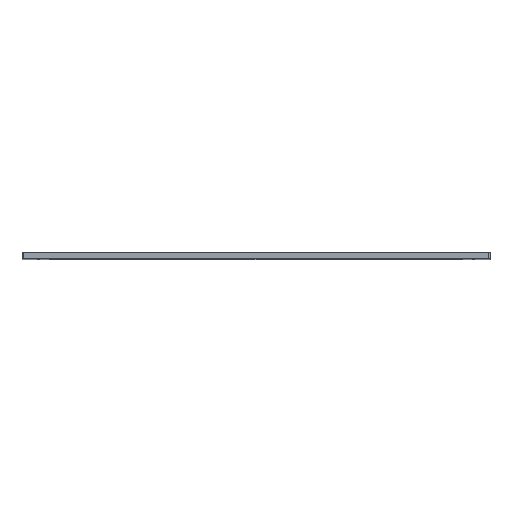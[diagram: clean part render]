
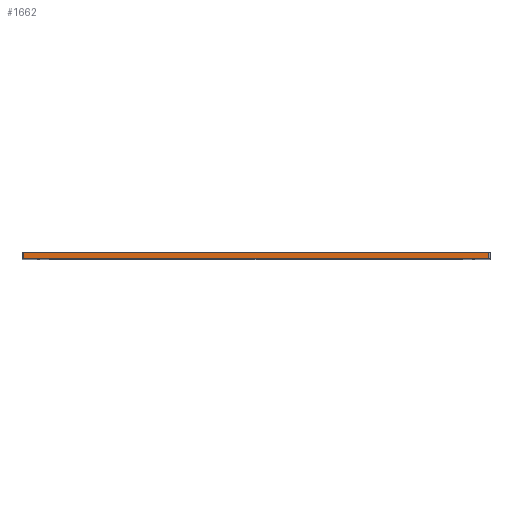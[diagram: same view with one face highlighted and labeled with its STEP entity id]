
A CAD part, top view. The second image highlights one B-rep face of the part: STEP entity #1662.
In plain terms, the highlighted planar face has unit normal (0, 0, 1).
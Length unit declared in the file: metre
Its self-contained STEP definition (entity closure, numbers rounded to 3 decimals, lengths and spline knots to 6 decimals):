
#235=ORIENTED_EDGE('',*,*,#671,.T.);
#236=ORIENTED_EDGE('',*,*,#672,.T.);
#237=ORIENTED_EDGE('',*,*,#673,.F.);
#238=ORIENTED_EDGE('',*,*,#674,.T.);
#671=EDGE_CURVE('',#889,#890,#1059,.T.);
#672=EDGE_CURVE('',#890,#891,#1060,.T.);
#673=EDGE_CURVE('',#892,#891,#1061,.T.);
#674=EDGE_CURVE('',#892,#889,#1062,.F.);
#889=VERTEX_POINT('',#2582);
#890=VERTEX_POINT('',#2583);
#891=VERTEX_POINT('',#2585);
#892=VERTEX_POINT('',#2587);
#1059=LINE('',#2581,#1155);
#1060=LINE('',#2584,#1156);
#1061=LINE('',#2586,#1157);
#1062=LINE('',#2588,#1158);
#1155=VECTOR('',#2031,1.);
#1156=VECTOR('',#2032,1.);
#1157=VECTOR('',#2033,1.);
#1158=VECTOR('',#2034,1.);
#1221=EDGE_LOOP('',(#235,#236,#237,#238));
#1427=FACE_BOUND('',#1221,.T.);
#1633=PLANE('',#1765);
#1662=ADVANCED_FACE('',(#1427),#1633,.T.);
#1765=AXIS2_PLACEMENT_3D('',#2580,#2029,#2030);
#2029=DIRECTION('',(0.,0.,1.));
#2030=DIRECTION('',(1.,0.,0.));
#2031=DIRECTION('',(-1.,0.,0.));
#2032=DIRECTION('',(0.,-1.,0.));
#2033=DIRECTION('',(-1.,0.,0.));
#2034=DIRECTION('',(0.,-1.,0.));
#2580=CARTESIAN_POINT('',(0.,0.00635,0.302));
#2581=CARTESIAN_POINT('',(0.,0.00635,0.302));
#2582=CARTESIAN_POINT('',(0.22985,0.00635,0.302));
#2583=CARTESIAN_POINT('',(-0.22985,0.00635,0.302));
#2584=CARTESIAN_POINT('',(-0.22985,0.,0.302));
#2585=CARTESIAN_POINT('',(-0.22985,0.,0.302));
#2586=CARTESIAN_POINT('',(0.,0.,0.302));
#2587=CARTESIAN_POINT('',(0.22985,0.,0.302));
#2588=CARTESIAN_POINT('',(0.22985,0.00635,0.302));
